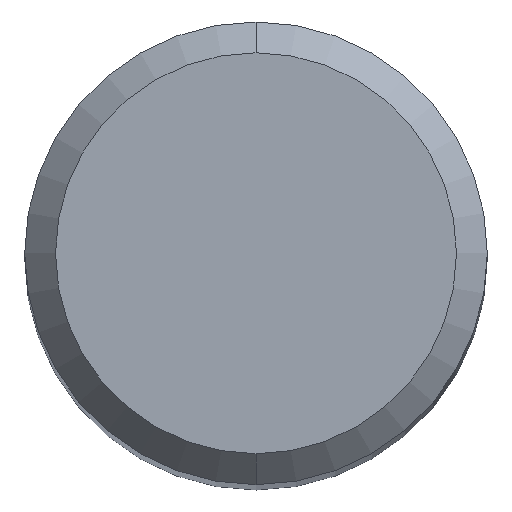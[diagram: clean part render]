
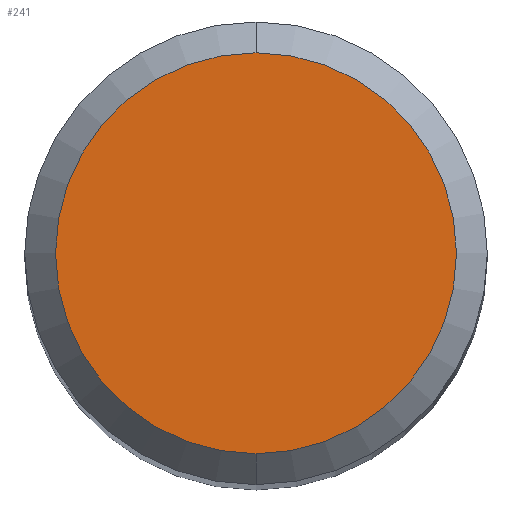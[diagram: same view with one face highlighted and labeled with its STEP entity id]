
A CAD part, top view. The second image highlights one B-rep face of the part: STEP entity #241.
In plain terms, the highlighted planar face has unit normal (0, 0, 1).
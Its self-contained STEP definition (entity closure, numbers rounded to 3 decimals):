
#205=EDGE_CURVE('',#277,#395,#514,.T.);
#241=ADVANCED_FACE('',(#553),#554,.T.);
#277=VERTEX_POINT('',#594);
#395=VERTEX_POINT('',#723);
#425=EDGE_CURVE('',#395,#277,#757,.T.);
#514=CIRCLE('',#852,2.6);
#553=FACE_OUTER_BOUND('',#916,.T.);
#554=PLANE('',#917);
#594=CARTESIAN_POINT('',(0.,-2.6,0.0));
#723=CARTESIAN_POINT('',(0.0,2.6,0.0));
#757=CIRCLE('',#1379,2.6);
#852=AXIS2_PLACEMENT_3D('',#1475,#1476,#1477);
#916=EDGE_LOOP('',(#1517,#1518));
#917=AXIS2_PLACEMENT_3D('',#1519,#1520,#1521);
#1379=AXIS2_PLACEMENT_3D('',#1741,#1742,#1743);
#1475=CARTESIAN_POINT('',(0.0,0.0,0.0));
#1476=DIRECTION('',(0.0,0.0,-1.0));
#1477=DIRECTION('',(0.0,1.0,0.0));
#1517=ORIENTED_EDGE('',*,*,#425,.F.);
#1518=ORIENTED_EDGE('',*,*,#205,.F.);
#1519=CARTESIAN_POINT('',(0.0,1.3,0.0));
#1520=DIRECTION('',(-0.0,0.0,1.0));
#1521=DIRECTION('',(0.0,-1.0,0.0));
#1741=CARTESIAN_POINT('',(0.0,0.0,0.0));
#1742=DIRECTION('',(0.0,0.0,-1.0));
#1743=DIRECTION('',(0.0,1.0,0.0));
